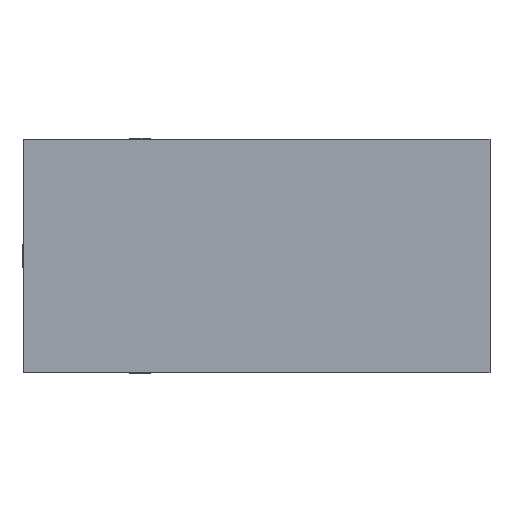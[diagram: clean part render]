
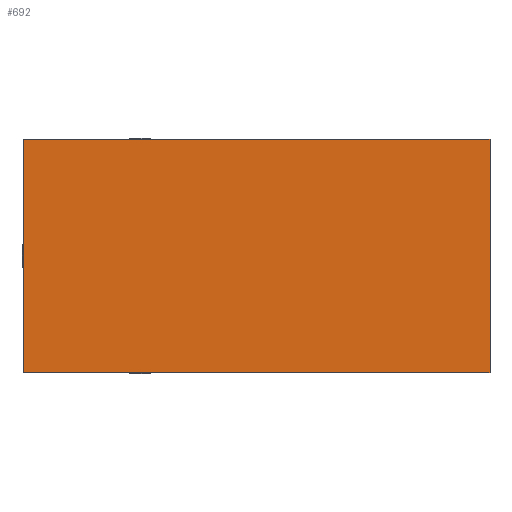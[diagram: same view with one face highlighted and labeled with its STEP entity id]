
A CAD part, front view. The second image highlights one B-rep face of the part: STEP entity #692.
In plain terms, the highlighted planar face has unit normal (0, -1, 0).
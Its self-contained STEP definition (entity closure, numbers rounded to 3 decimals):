
#66=LINE('',#1134,#96);
#68=LINE('',#1138,#98);
#69=LINE('',#1140,#99);
#70=LINE('',#1142,#100);
#96=VECTOR('',#889,1000.);
#98=VECTOR('',#893,1000.);
#99=VECTOR('',#894,1000.);
#100=VECTOR('',#895,1000.);
#133=ORIENTED_EDGE('',*,*,#284,.T.);
#134=ORIENTED_EDGE('',*,*,#285,.F.);
#135=ORIENTED_EDGE('',*,*,#286,.F.);
#136=ORIENTED_EDGE('',*,*,#282,.T.);
#282=EDGE_CURVE('',#358,#357,#66,.T.);
#284=EDGE_CURVE('',#357,#359,#68,.T.);
#285=EDGE_CURVE('',#360,#359,#69,.T.);
#286=EDGE_CURVE('',#358,#360,#70,.T.);
#357=VERTEX_POINT('',#1133);
#358=VERTEX_POINT('',#1135);
#359=VERTEX_POINT('',#1139);
#360=VERTEX_POINT('',#1141);
#462=EDGE_LOOP('',(#133,#134,#135,#136));
#568=FACE_BOUND('',#462,.T.);
#670=PLANE('',#766);
#692=ADVANCED_FACE('',(#568),#670,.F.);
#766=AXIS2_PLACEMENT_3D('',#1137,#891,#892);
#889=DIRECTION('',(0.,0.,-1.));
#891=DIRECTION('',(0.,1.,0.));
#892=DIRECTION('',(0.,0.,1.));
#893=DIRECTION('',(1.,0.,0.));
#894=DIRECTION('',(0.,0.,-1.));
#895=DIRECTION('',(1.,0.,0.));
#1133=CARTESIAN_POINT('',(-18.,0.,-9.));
#1134=CARTESIAN_POINT('',(-18.,0.,9.));
#1135=CARTESIAN_POINT('',(-18.,0.,9.));
#1137=CARTESIAN_POINT('',(-18.,0.,9.));
#1138=CARTESIAN_POINT('',(-18.,0.,-9.));
#1139=CARTESIAN_POINT('',(18.,0.,-9.));
#1140=CARTESIAN_POINT('',(18.,0.,9.));
#1141=CARTESIAN_POINT('',(18.,0.,9.));
#1142=CARTESIAN_POINT('',(-18.,0.,9.));
